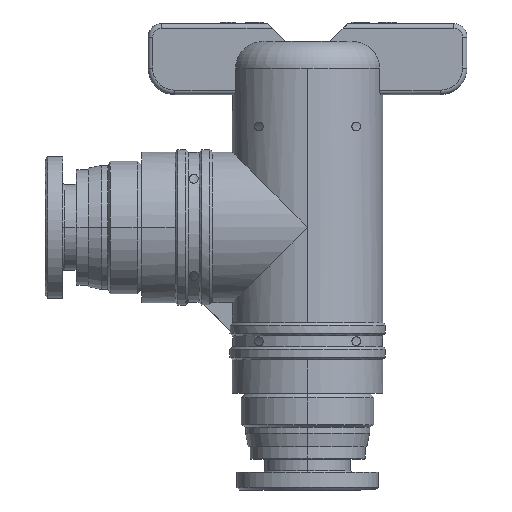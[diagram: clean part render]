
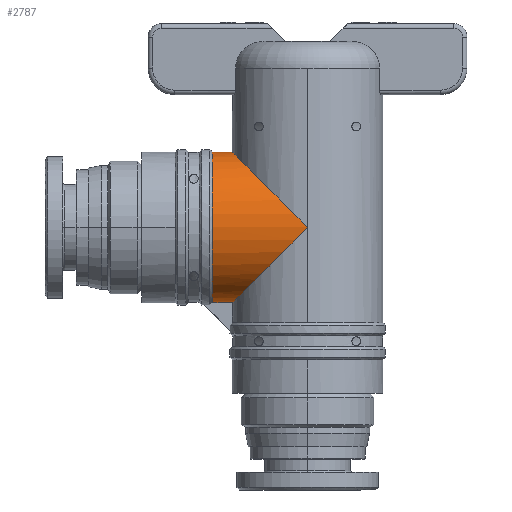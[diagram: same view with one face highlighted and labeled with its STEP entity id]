
A CAD part, left-side view. The second image highlights one B-rep face of the part: STEP entity #2787.
In plain terms, the highlighted cylindrical face has radius 8.5 mm (diameter 17 mm), a partial arc.
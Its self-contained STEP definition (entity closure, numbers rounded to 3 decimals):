
#2253=CARTESIAN_POINT('',(-0.1,2.675,-5.275));
#2254=VERTEX_POINT('',#2253);
#2284=CARTESIAN_POINT('',(-0.1,2.675,11.725));
#2285=VERTEX_POINT('',#2284);
#2293=CARTESIAN_POINT('',(-8.6,-5.825,3.225));
#2294=VERTEX_POINT('',#2293);
#2295=CARTESIAN_POINT('',(-0.1,-5.825,3.225));
#2296=DIRECTION('',(0.0,0.707,-0.707));
#2297=DIRECTION('',(0.0,0.707,0.707));
#2298=AXIS2_PLACEMENT_3D('',#2295,#2296,#2297);
#2299=ELLIPSE('',#2298,12.021,8.5);
#2300=EDGE_CURVE('',#2294,#2285,#2299,.T.);
#2554=CARTESIAN_POINT('',(-0.1,-5.825,3.225));
#2555=DIRECTION('',(0.0,0.707,0.707));
#2556=DIRECTION('',(0.0,-0.707,0.707));
#2557=AXIS2_PLACEMENT_3D('',#2554,#2555,#2556);
#2558=ELLIPSE('',#2557,12.021,8.5);
#2559=EDGE_CURVE('',#2254,#2294,#2558,.T.);
#2697=CARTESIAN_POINT('',(-0.1,4.925,11.725));
#2698=VERTEX_POINT('',#2697);
#2699=CARTESIAN_POINT('',(-0.1,2.675,11.725));
#2700=DIRECTION('',(0.0,1.0,0.0));
#2701=VECTOR('',#2700,2.25);
#2702=LINE('',#2699,#2701);
#2703=EDGE_CURVE('',#2285,#2698,#2702,.T.);
#2707=CARTESIAN_POINT('',(-0.1,4.925,-5.275));
#2708=VERTEX_POINT('',#2707);
#2709=CARTESIAN_POINT('',(-0.1,4.925,-5.275));
#2710=DIRECTION('',(0.0,-1.0,0.0));
#2711=VECTOR('',#2710,2.25);
#2712=LINE('',#2709,#2711);
#2713=EDGE_CURVE('',#2708,#2254,#2712,.T.);
#2769=CARTESIAN_POINT('',(-0.1,12.925,3.225));
#2770=DIRECTION('',(0.0,-1.0,0.0));
#2771=DIRECTION('',(1.0,0.0,0.0));
#2772=AXIS2_PLACEMENT_3D('',#2769,#2770,#2771);
#2773=CYLINDRICAL_SURFACE('',#2772,8.5);
#2774=ORIENTED_EDGE('',*,*,#2703,.T.);
#2775=CARTESIAN_POINT('',(-0.1,4.925,3.225));
#2776=DIRECTION('',(0.0,-1.0,0.0));
#2777=DIRECTION('',(1.0,0.0,0.0));
#2778=AXIS2_PLACEMENT_3D('',#2775,#2776,#2777);
#2779=CIRCLE('',#2778,8.5);
#2780=EDGE_CURVE('',#2698,#2708,#2779,.T.);
#2781=ORIENTED_EDGE('',*,*,#2780,.T.);
#2782=ORIENTED_EDGE('',*,*,#2713,.T.);
#2783=ORIENTED_EDGE('',*,*,#2559,.T.);
#2784=ORIENTED_EDGE('',*,*,#2300,.T.);
#2785=EDGE_LOOP('',(#2774,#2781,#2782,#2783,#2784));
#2786=FACE_OUTER_BOUND('',#2785,.T.);
#2787=ADVANCED_FACE('',(#2786),#2773,.T.);
